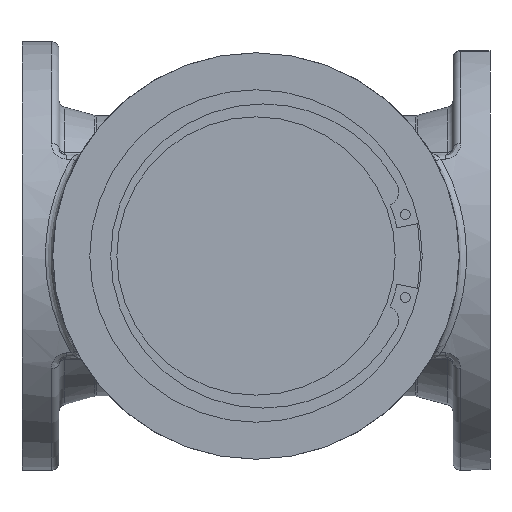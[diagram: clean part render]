
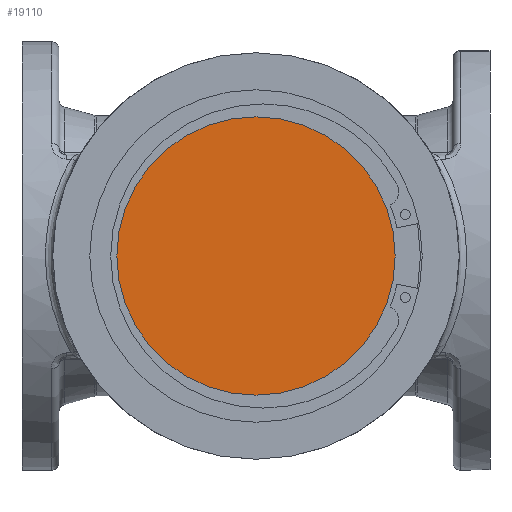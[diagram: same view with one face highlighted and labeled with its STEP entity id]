
A CAD part, left-side view. The second image highlights one B-rep face of the part: STEP entity #19110.
In plain terms, the highlighted planar face has unit normal (-1, 0, 0).
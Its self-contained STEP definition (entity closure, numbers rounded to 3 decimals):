
#12115 = DIRECTION ( 'NONE',  ( 0., -1., 0. ) ) ;
#12117 = DIRECTION ( 'NONE',  ( 1., 0., 0. ) ) ;
#12130 = PLANE ( 'NONE',  #28635 ) ;
#12154 = CARTESIAN_POINT ( 'NONE',  ( -92.6, 0., 0. ) ) ;
#19110 = ADVANCED_FACE ( 'NONE', ( #31718 ), #12130, .F. ) ;
#20442 = AXIS2_PLACEMENT_3D ( 'NONE', #43244, #43235, #43234 ) ;
#20455 = AXIS2_PLACEMENT_3D ( 'NONE', #43202, #43201, #43200 ) ;
#25142 = CIRCLE ( 'NONE', #20442, 61. ) ;
#25156 = CIRCLE ( 'NONE', #20455, 61. ) ;
#28077 = EDGE_CURVE ( 'NONE', #45267, #45266, #25142, .T. ) ;
#28089 = EDGE_CURVE ( 'NONE', #45266, #45267, #25156, .T. ) ;
#28635 = AXIS2_PLACEMENT_3D ( 'NONE', #12154, #12117, #12115 ) ;
#28933 = ORIENTED_EDGE ( 'NONE', *, *, #28089, .T. ) ;
#28934 = ORIENTED_EDGE ( 'NONE', *, *, #28077, .T. ) ;
#30238 = EDGE_LOOP ( 'NONE', ( #28934, #28933 ) ) ;
#31718 = FACE_OUTER_BOUND ( 'NONE', #30238, .T. ) ;
#35860 = CARTESIAN_POINT ( 'NONE',  ( -92.6, 61., 0. ) ) ;
#35861 = CARTESIAN_POINT ( 'NONE',  ( -92.6, -61., 0. ) ) ;
#43200 = DIRECTION ( 'NONE',  ( 0., -1., 0. ) ) ;
#43201 = DIRECTION ( 'NONE',  ( -1., 0., 0. ) ) ;
#43202 = CARTESIAN_POINT ( 'NONE',  ( -92.6, 0., 0. ) ) ;
#43234 = DIRECTION ( 'NONE',  ( 0., -1., 0. ) ) ;
#43235 = DIRECTION ( 'NONE',  ( -1., 0., 0. ) ) ;
#43244 = CARTESIAN_POINT ( 'NONE',  ( -92.6, 0., 0. ) ) ;
#45266 = VERTEX_POINT ( 'NONE', #35860 ) ;
#45267 = VERTEX_POINT ( 'NONE', #35861 ) ;
